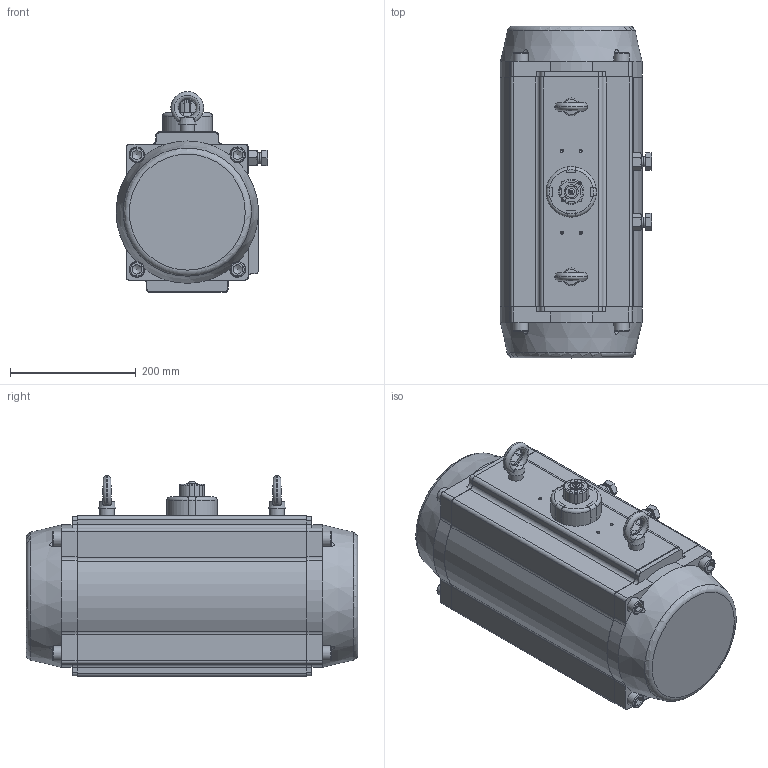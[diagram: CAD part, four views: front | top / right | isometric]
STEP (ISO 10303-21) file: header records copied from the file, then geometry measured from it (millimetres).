
FILE_DESCRIPTION(/* description */ (''),/* implementation_level */ '2;1');
FILE_NAME(/* name */ 'C-210DA(27x27).step',/* time_stamp */ '2025-12-25T16:08:39+08:00',/* author */ (''),/* organization */ (''),/* preprocessor_version */ 'ST-DEVELOPER v16',/* originating_system */ 'SIEMENS PLM Software NX 10.0',/* authorisation */ '');
FILE_SCHEMA (('AUTOMOTIVE_DESIGN { 1 0 10303 214 3 1 1 1 }'));
Length unit declared in the file: millimetre
Products named in the file (25): Adjust screw; C-210-03; 活塞总装; Inside washer; C-210-08; O-ring-pinion top; O-ring-pinion bottom; Bearing-pinion bottom; Bearing-pinion top; End-cap screw; Nut adjust screw; Lug; Lug bearing; Plug; Indicator-270; Outside washer; Thrust washer; Circlip; C-210轴（27x27八角）; C-210-02; C-210-01（F12）; 指示器92-105; 指示器垫片; 指示器螺钉; C-210
Assembly tree (37 placements, depth 2):
  C-210
    指示器螺钉
    指示器垫片
    指示器92-105
    C-210-01（F12）
    C-210-02  x2
    C-210轴（27x27八角）
    Circlip
    Thrust washer
    Outside washer
    Indicator-270
    Plug
    Lug bearing  x2
    Lug  x2
    Nut adjust screw  x2
    End-cap screw  x8
    Bearing-pinion top
    Bearing-pinion bottom
    O-ring-pinion bottom
    O-ring-pinion top
    C-210-08
    Inside washer
    活塞总装
    C-210-03  x2
    Adjust screw  x2
Bounding box: 241.09 x 527 x 318.99 mm (x, y, z)
Volume: 11530690.5 mm3; surface area: 1982993.8 mm2
Topology: 60 solids, 60 shells, 2051 faces, 5483 edges, 3619 vertices
Faces by surface type: cylinder 851, plane 831, cone 190, torus 83, extrusion 60, bspline 36
Full cylindrical faces by diameter (mm): 3 x2, 4.2 x8, 5 x1, 6 x1, 6.5 x1, 8 x4, 10 x2, 10.105 x2, 10.106 x2, 10.3 x6, 11.4 x2, 12 x5, 12.5 x2, 13.833 x8, 13.835 x10, 14 x12, 14.374 x2, 14.376 x2, 16 x22, 16.001 x2, 17.5 x8, 17.8 x1, 22.8 x1, 23 x2, 24 x8, 25 x8, 28 x3, 40 x1, 54.3 x1, 56 x3
Entity records: 50306 total; most frequent: CARTESIAN_POINT 16449, DIRECTION 6782, ORIENTED_EDGE 6712, EDGE_CURVE 3356, AXIS2_PLACEMENT_3D 2537, VERTEX_POINT 2362, VECTOR 1708, EDGE_LOOP 1694
